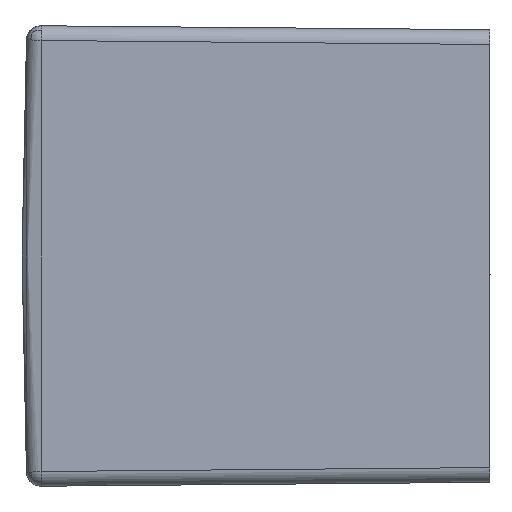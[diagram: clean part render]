
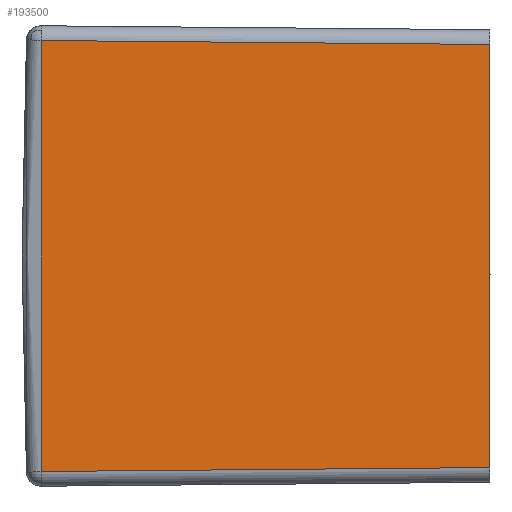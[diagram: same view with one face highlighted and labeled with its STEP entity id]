
A CAD part, left-side view. The second image highlights one B-rep face of the part: STEP entity #193500.
In plain terms, the highlighted planar face has unit normal (-1, -0.009, 0).
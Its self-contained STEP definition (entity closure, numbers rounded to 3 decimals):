
#4230=CARTESIAN_POINT('',(-4.3,0.,-1.019));
#4240=VERTEX_POINT('',#4230);
#4270=CARTESIAN_POINT('',(-4.3,-0.007,
-1.019));
#4280=DIRECTION('',(-0.009,1.,
0.009));
#4290=VECTOR('',#4280,1.);
#4300=LINE('',#4270,#4290);
#4310=CARTESIAN_POINT('',(-4.512,24.35,
-0.807));
#4320=VERTEX_POINT('',#4310);
#4330=EDGE_CURVE('',#4240,#4320,#4300,.T.);
#9560=CARTESIAN_POINT('',(-4.3,-0.007,
-23.981));
#9570=DIRECTION('',(-0.009,1.,
-0.009));
#9580=VECTOR('',#9570,1.);
#9590=LINE('',#9560,#9580);
#9600=CARTESIAN_POINT('',(-4.3,0.,-23.981));
#9610=VERTEX_POINT('',#9600);
#9620=CARTESIAN_POINT('',(-4.512,24.35,
-24.193));
#9630=VERTEX_POINT('',#9620);
#9640=EDGE_CURVE('',#9610,#9630,#9590,.T.);
#138120=CARTESIAN_POINT('',(-4.512,24.35,
-24.193));
#138130=CARTESIAN_POINT('',(-4.514,24.578,
-20.301));
#138140=CARTESIAN_POINT('',(-4.515,24.693,
-16.401));
#138150=CARTESIAN_POINT('',(-4.515,24.693,
-8.599));
#138160=CARTESIAN_POINT('',(-4.514,24.578,
-4.699));
#138170=CARTESIAN_POINT('',(-4.512,24.35,
-0.807));
#138180=B_SPLINE_CURVE_WITH_KNOTS('',3,(#138120,#138130,#138140,#138150,
#138160,#138170),.UNSPECIFIED.,.F.,.F.,(4,2,4),(87.067,
98.791,110.515),.UNSPECIFIED.);
#138190=EDGE_CURVE('',#9630,#4320,#138180,.T.);
#193340=CARTESIAN_POINT('',(-4.3,0.,0.));
#193350=DIRECTION('',(1.,0.009,0.));
#193360=DIRECTION('',(0.009,-1.,0.));
#193370=AXIS2_PLACEMENT_3D('',#193340,#193350,#193360);
#193380=PLANE('',#193370);
#193390=ORIENTED_EDGE('',*,*,#4330,.T.);
#193400=CARTESIAN_POINT('',(-4.3,0.,0.));
#193410=DIRECTION('',(0.,0.,-1.));
#193420=VECTOR('',#193410,1.);
#193430=LINE('',#193400,#193420);
#193440=EDGE_CURVE('',#4240,#9610,#193430,.T.);
#193450=ORIENTED_EDGE('',*,*,#193440,.F.);
#193460=ORIENTED_EDGE('',*,*,#9640,.F.);
#193470=ORIENTED_EDGE('',*,*,#138190,.F.);
#193480=EDGE_LOOP('',(#193470,#193460,#193450,#193390));
#193490=FACE_OUTER_BOUND('',#193480,.T.);
#193500=ADVANCED_FACE('',(#193490),#193380,.F.);
